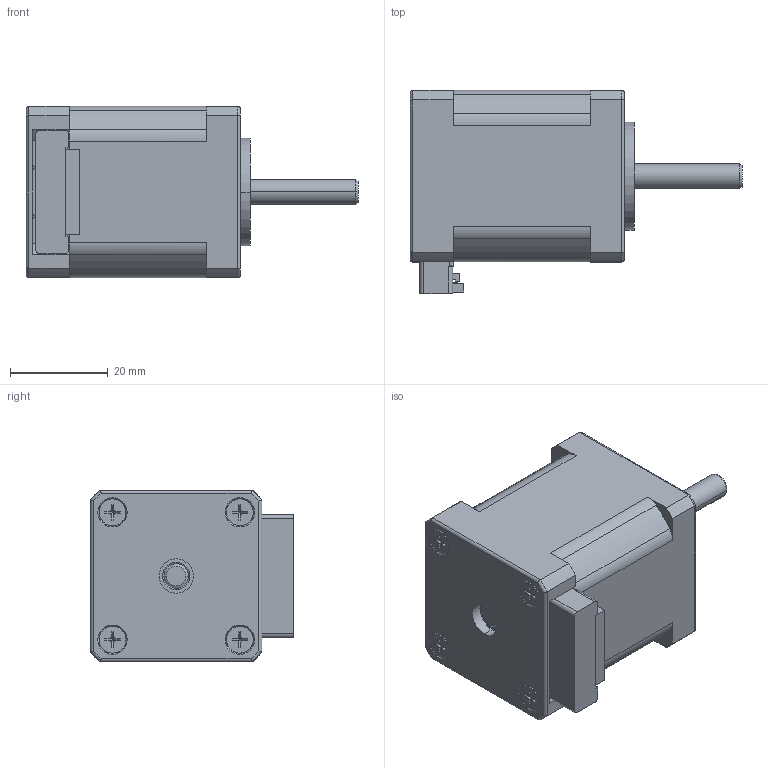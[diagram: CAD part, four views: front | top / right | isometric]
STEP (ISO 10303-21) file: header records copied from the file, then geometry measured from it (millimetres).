
FILE_DESCRIPTION((''),'2;1');
FILE_NAME('FL35STC44-1204AC1_SW0001','2021-03-18T17:04:01',('xujiajun'),(''),'CREO PARAMETRIC BY PTC INC, 2017110','CREO PARAMETRIC BY PTC INC, 2017110','');
FILE_SCHEMA(('CONFIG_CONTROL_DESIGN'));
Length unit declared in the file: millimetre
Products named in the file (1): FL35STC44-1204AC1_SW0001
Bounding box: 67.8 x 41.45 x 35 mm (x, y, z)
Volume: 20934.6 mm3; surface area: 24893.2 mm2
Topology: 4 solids, 4 shells, 1472 faces, 4127 edges, 2694 vertices
Faces by surface type: plane 1158, cylinder 238, torus 32, cone 24, sphere 16, bspline 4
Entity records: 47961 total; most frequent: CARTESIAN_POINT 9630, ORIENTED_EDGE 8222, DIRECTION 7696, EDGE_CURVE 4111, VECTOR 3118, LINE 3118, VERTEX_POINT 2694, AXIS2_PLACEMENT_3D 2289
